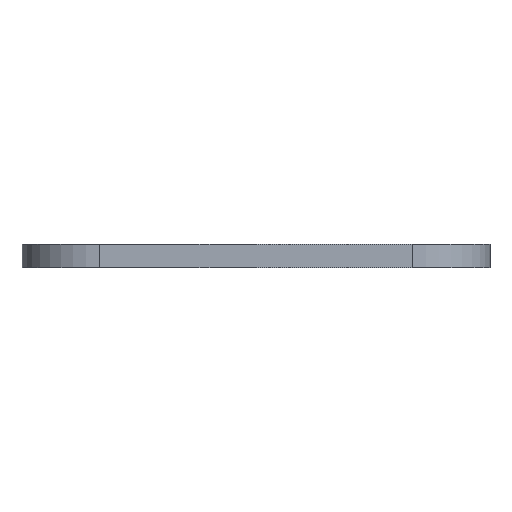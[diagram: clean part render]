
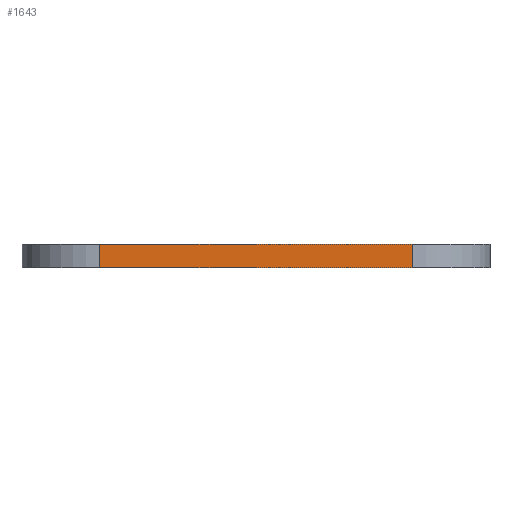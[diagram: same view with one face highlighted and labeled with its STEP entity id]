
A CAD part, left-side view. The second image highlights one B-rep face of the part: STEP entity #1643.
In plain terms, the highlighted planar face has unit normal (-1, 0, 0).
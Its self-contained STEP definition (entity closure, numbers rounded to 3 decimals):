
#100=PLANE('',#1859);
#181=FACE_OUTER_BOUND('',#299,.T.);
#299=EDGE_LOOP('',(#1431,#1432,#1433,#1434));
#401=LINE('',#2714,#509);
#431=LINE('',#2828,#539);
#433=LINE('',#2834,#541);
#434=LINE('',#2835,#542);
#509=VECTOR('',#2213,10.);
#539=VECTOR('',#2355,10.);
#541=VECTOR('',#2361,10.);
#542=VECTOR('',#2362,10.);
#781=VERTEX_POINT('',#2700);
#787=VERTEX_POINT('',#2712);
#815=VERTEX_POINT('',#2827);
#817=VERTEX_POINT('',#2833);
#979=EDGE_CURVE('',#787,#781,#401,.T.);
#1035=EDGE_CURVE('',#781,#815,#431,.T.);
#1038=EDGE_CURVE('',#817,#787,#433,.T.);
#1039=EDGE_CURVE('',#817,#815,#434,.T.);
#1431=ORIENTED_EDGE('',*,*,#1035,.F.);
#1432=ORIENTED_EDGE('',*,*,#979,.F.);
#1433=ORIENTED_EDGE('',*,*,#1038,.F.);
#1434=ORIENTED_EDGE('',*,*,#1039,.T.);
#1643=ADVANCED_FACE('',(#181),#100,.T.);
#1859=AXIS2_PLACEMENT_3D('',#2832,#2359,#2360);
#2213=DIRECTION('',(0.,-1.,0.));
#2355=DIRECTION('',(0.,0.,-1.));
#2359=DIRECTION('center_axis',(-1.,0.,0.));
#2360=DIRECTION('ref_axis',(0.,-1.,0.));
#2361=DIRECTION('',(0.,0.,1.));
#2362=DIRECTION('',(0.,-1.,0.));
#2700=CARTESIAN_POINT('',(-240.,-200.,12.));
#2712=CARTESIAN_POINT('',(-240.,-40.,12.));
#2714=CARTESIAN_POINT('',(-240.,0.,12.));
#2827=CARTESIAN_POINT('',(-240.,-200.,0.));
#2828=CARTESIAN_POINT('',(-240.,-200.,0.));
#2832=CARTESIAN_POINT('Origin',(-240.,0.,0.));
#2833=CARTESIAN_POINT('',(-240.,-40.,0.));
#2834=CARTESIAN_POINT('',(-240.,-40.,0.));
#2835=CARTESIAN_POINT('',(-240.,0.,0.));
